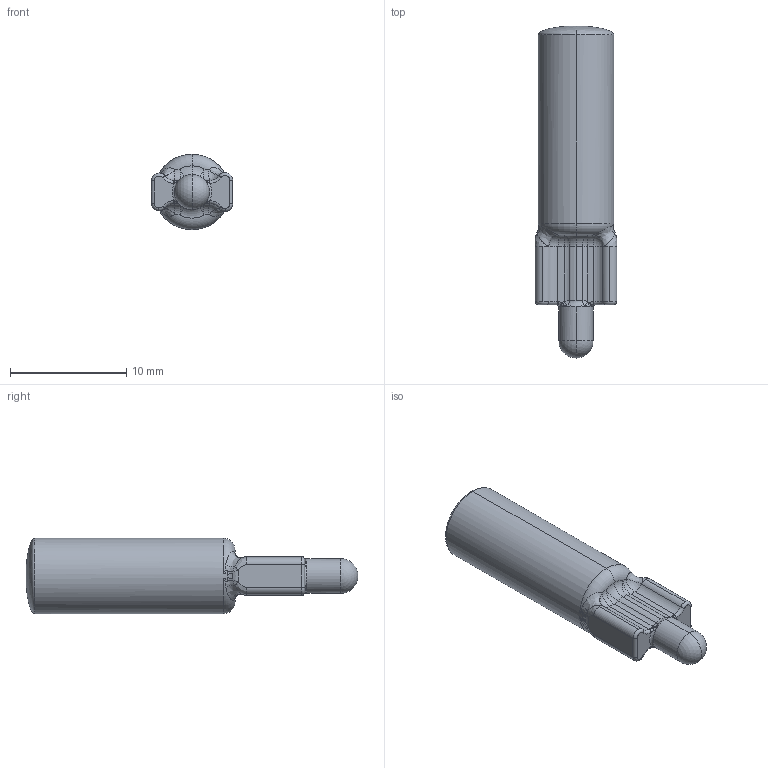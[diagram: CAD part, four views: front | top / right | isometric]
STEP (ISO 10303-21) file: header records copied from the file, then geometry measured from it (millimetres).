
FILE_DESCRIPTION(('FreeCAD Model'),'2;1');
FILE_NAME('Open CASCADE Shape Model','2025-02-13T22:54:43',('Author'),( ''),'Open CASCADE STEP processor 7.7','FreeCAD','Unknown');
FILE_SCHEMA(('AUTOMOTIVE_DESIGN { 1 0 10303 214 1 1 1 1 }'));
Length unit declared in the file: millimetre
Products named in the file (1): INS1-Glaskörper_01
Bounding box: 7 x 28.6 x 6.5 mm (x, y, z)
Volume: 415.1 mm3; surface area: 857.4 mm2
Topology: 1 solids, 2 shells, 140 faces, 328 edges, 174 vertices
Faces by surface type: bspline 64, cylinder 31, torus 24, plane 11, sphere 10
Entity records: 5467 total; most frequent: CARTESIAN_POINT 2797, ORIENTED_EDGE 620, DIRECTION 469, EDGE_CURVE 310, AXIS2_PLACEMENT_3D 214, VERTEX_POINT 174, ADVANCED_FACE 140, FACE_BOUND 140
